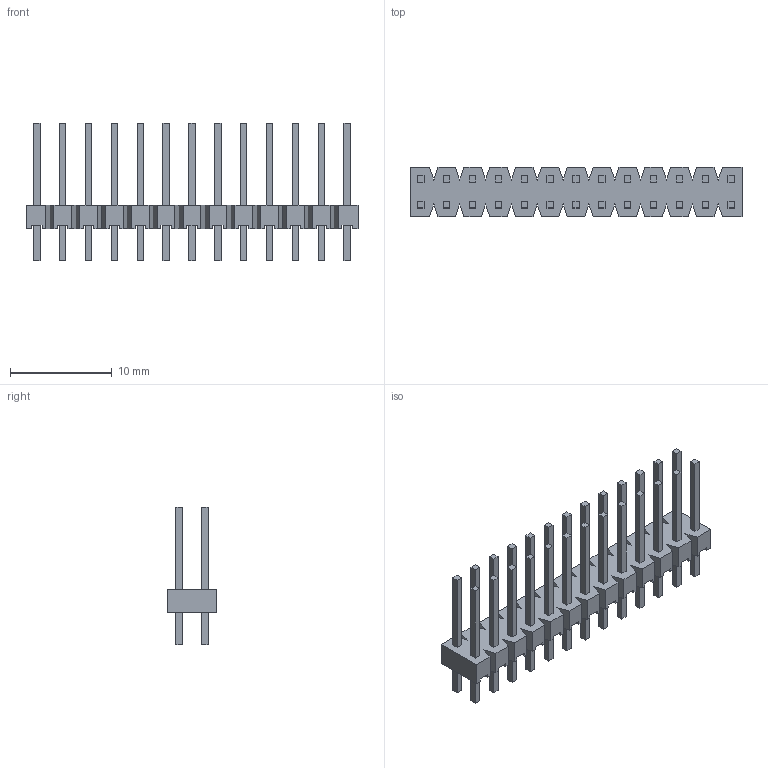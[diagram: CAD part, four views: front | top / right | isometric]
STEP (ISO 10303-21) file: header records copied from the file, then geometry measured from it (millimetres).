
FILE_DESCRIPTION((''),'2;1');
FILE_NAME('C-1-104433-3','2016-08-30T',('workeradm'),('Tyco Electronics Ltd.'),'CREO PARAMETRIC BY PTC INC, 2016050','CREO PARAMETRIC BY PTC INC, 2016050','');
FILE_SCHEMA(('AUTOMOTIVE_DESIGN { 1 0 10303 214 1 1 1 1 }'));
Length unit declared in the file: millimetre
Products named in the file (1): C-1-104433-3
Bounding box: 32.61 x 4.88 x 13.54 mm (x, y, z)
Volume: 430.2 mm3; surface area: 1348.3 mm2
Topology: 1 solids, 1 shells, 390 faces, 1008 edges, 672 vertices
Faces by surface type: plane 390
Entity records: 11808 total; most frequent: CARTESIAN_POINT 2072, ORIENTED_EDGE 2016, DIRECTION 1788, VECTOR 1008, LINE 1008, EDGE_CURVE 1008, VERTEX_POINT 672, EDGE_LOOP 442
